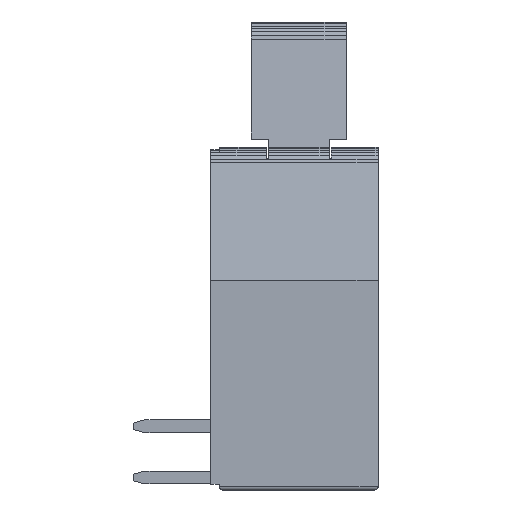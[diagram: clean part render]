
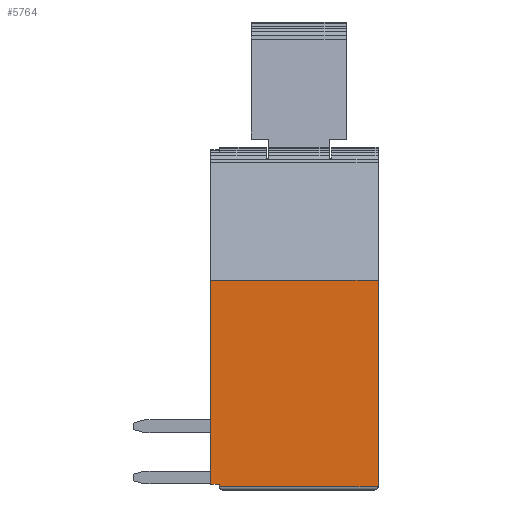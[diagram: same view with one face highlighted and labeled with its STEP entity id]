
A CAD part, left-side view. The second image highlights one B-rep face of the part: STEP entity #5764.
In plain terms, the highlighted planar face has unit normal (-1, 0, 0).
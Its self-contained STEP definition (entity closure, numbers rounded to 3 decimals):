
#3092=EDGE_CURVE('',#4978,#3794,#9117,.T.);
#3480=EDGE_CURVE('',#7046,#3794,#9540,.T.);
#3794=VERTEX_POINT('',#9891);
#4714=EDGE_CURVE('',#4886,#4978,#10880,.T.);
#4886=VERTEX_POINT('',#11067);
#4978=VERTEX_POINT('',#11171);
#5764=ADVANCED_FACE('',(#12038),#12039,.T.);
#6524=VERTEX_POINT('',#12864);
#7046=VERTEX_POINT('',#13442);
#7670=VERTEX_POINT('',#14112);
#7782=EDGE_CURVE('',#6524,#4886,#14234,.T.);
#8710=EDGE_CURVE('',#7670,#6524,#15259,.T.);
#8812=EDGE_CURVE('',#7670,#7046,#15372,.T.);
#9117=LINE('',#15719,#15720);
#9540=LINE('',#16320,#16321);
#9891=CARTESIAN_POINT('',(-22.3,0.0,10.4));
#10880=LINE('',#18299,#18300);
#11067=CARTESIAN_POINT('',(-22.3,8.3,0.294));
#11171=CARTESIAN_POINT('',(-22.3,8.3,10.4));
#12038=FACE_OUTER_BOUND('',#19941,.T.);
#12039=PLANE('',#19942);
#12864=CARTESIAN_POINT('',(-22.3,7.857,0.294));
#13442=CARTESIAN_POINT('',(-22.3,0.0,0.15));
#14112=CARTESIAN_POINT('',(-22.3,7.857,0.15));
#14234=LINE('',#23119,#23120);
#15259=LINE('',#24599,#24600);
#15372=LINE('',#24766,#24767);
#15719=CARTESIAN_POINT('',(-22.3,4.15,10.4));
#15720=VECTOR('',#25163,1.0);
#16320=CARTESIAN_POINT('',(-22.3,0.,0.0));
#16321=VECTOR('',#25573,1.0);
#18299=CARTESIAN_POINT('',(-22.3,8.3,0.0));
#18300=VECTOR('',#26935,1.0);
#19941=EDGE_LOOP('',(#28187,#28188,#28189,#28190,#28191,#28192));
#19942=AXIS2_PLACEMENT_3D('',#28193,#28194,#28195);
#23119=CARTESIAN_POINT('',(-22.3,4.154,0.294));
#23120=VECTOR('',#30304,1.0);
#24599=CARTESIAN_POINT('',(-22.3,7.857,0.147));
#24600=VECTOR('',#31348,1.0);
#24766=CARTESIAN_POINT('',(-22.3,4.15,0.15));
#24767=VECTOR('',#31487,1.0);
#25163=DIRECTION('',(0.0,-1.0,0.));
#25573=DIRECTION('',(0.0,0.0,1.0));
#26935=DIRECTION('',(0.0,0.0,1.0));
#28187=ORIENTED_EDGE('',*,*,#8710,.F.);
#28188=ORIENTED_EDGE('',*,*,#8812,.T.);
#28189=ORIENTED_EDGE('',*,*,#3480,.T.);
#28190=ORIENTED_EDGE('',*,*,#3092,.F.);
#28191=ORIENTED_EDGE('',*,*,#4714,.F.);
#28192=ORIENTED_EDGE('',*,*,#7782,.F.);
#28193=CARTESIAN_POINT('',(-22.3,0.,0.0));
#28194=DIRECTION('',(-1.0,0.0,0.0));
#28195=DIRECTION('',(0.0,-1.0,0.0));
#30304=DIRECTION('',(0.0,1.0,0.));
#31348=DIRECTION('',(0.0,0.,1.0));
#31487=DIRECTION('',(0.0,-1.0,0.));
